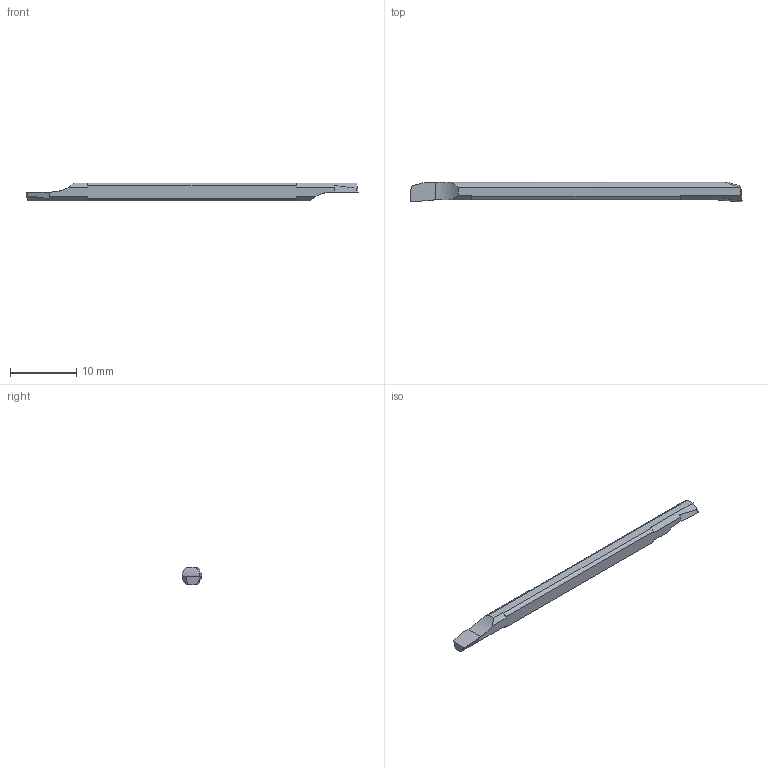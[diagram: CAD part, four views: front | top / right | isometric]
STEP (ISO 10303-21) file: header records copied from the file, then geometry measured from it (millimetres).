
FILE_DESCRIPTION(/* description */ (''),/* implementation_level */ '2;1');
FILE_NAME(/* name */ 'CB03RS-02B.stp',/* time_stamp */ '2018-06-27T13:42:48+09:00',/* author */ (''),/* organization */ (''),/* preprocessor_version */ 'ST-DEVELOPER v16',/* originating_system */ 'SIEMENS PLM Software NX 10.0',/* authorisation */ '');
FILE_SCHEMA (('AUTOMOTIVE_DESIGN { 1 0 10303 214 3 1 1 1 }'));
Length unit declared in the file: millimetre
Products named in the file (1): CB03RS-02B
Bounding box: 50 x 3 x 2.7 mm (x, y, z)
Volume: 273.3 mm3; surface area: 436.7 mm2
Topology: 1 solids, 1 shells, 30 faces, 84 edges, 56 vertices
Faces by surface type: plane 23, cylinder 5, bspline 2
Entity records: 1150 total; most frequent: CARTESIAN_POINT 343, ORIENTED_EDGE 168, DIRECTION 148, EDGE_CURVE 84, LINE 66, VECTOR 66, VERTEX_POINT 56, AXIS2_PLACEMENT_3D 41
